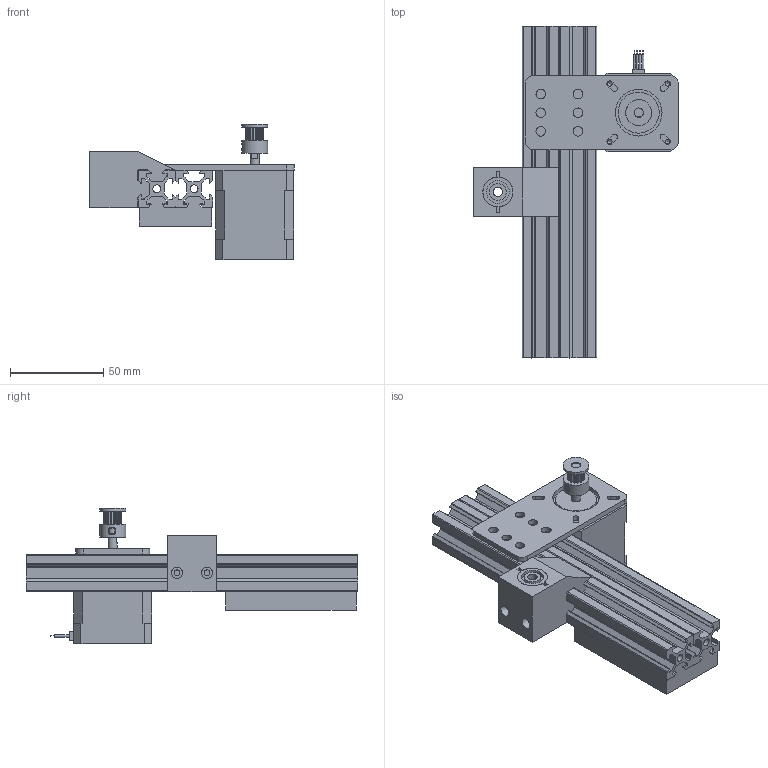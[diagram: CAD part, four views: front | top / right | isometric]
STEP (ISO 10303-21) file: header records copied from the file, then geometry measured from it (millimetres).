
FILE_DESCRIPTION(/* description */ (''),/* implementation_level */ '2;1');
FILE_NAME(/* name */ 'Internal Bearing Mounting_v10.step',/* time_stamp */ '2022-05-10T16:51:27+01:00',/* author */ (''),/* organization */ (''),/* preprocessor_version */ 'ST-DEVELOPER v18.1',/* originating_system */ 'Autodesk Translation Framework v10.14.0.1471',/* authorisation */ '');
FILE_SCHEMA (('AUTOMOTIVE_DESIGN { 1 0 10303 214 3 1 1 }'));
Length unit declared in the file: millimetre
Products named in the file (7): Internal Bearing Mounting; Internal Bearing Block; 625ZZ; NEMA17-Motor-Mounting-Plate; Nema 17 Stepper Motor 17HD48002H-22B; GT2-16 Timing Pulley; Battery Top Spacer
Assembly tree (7 placements, depth 2):
  Internal Bearing Mounting
    Internal Bearing Block
    625ZZ  x2
    NEMA17-Motor-Mounting-Plate
    Nema 17 Stepper Motor 17HD48002H-22B
    GT2-16 Timing Pulley
    Battery Top Spacer
Bounding box: 109.75 x 178 x 72.51 mm (x, y, z)
Volume: 211066.3 mm3; surface area: 96414.7 mm2
Topology: 8 solids, 8 shells, 508 faces, 1400 edges, 929 vertices
Faces by surface type: cylinder 257, plane 232, bspline 15, cone 4
Full cylindrical faces by diameter (mm): 0.405 x4, 1.1 x4, 2.5 x4, 3.1 x4, 3.332 x4, 4.109 x8, 4.2 x2, 5 x4, 5.1 x6, 6 x3, 9 x4, 12.3 x4, 13.9 x2, 16 x2, 16.1 x1, 22 x1, 25 x1
Entity records: 18796 total; most frequent: CARTESIAN_POINT 5571, ORIENTED_EDGE 2756, DIRECTION 2647, EDGE_CURVE 1378, AXIS2_PLACEMENT_3D 920, VERTEX_POINT 917, LINE 807, VECTOR 807
